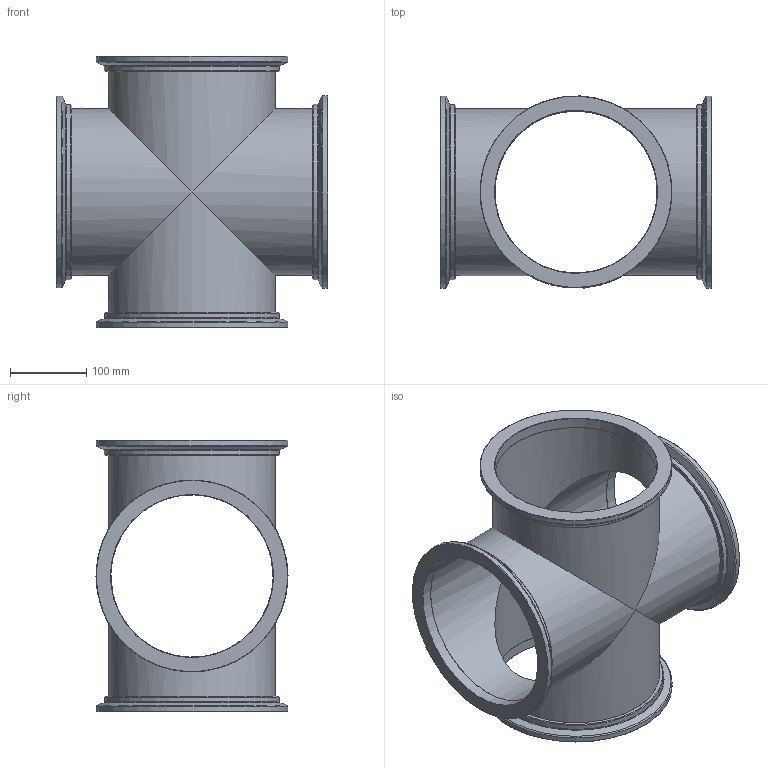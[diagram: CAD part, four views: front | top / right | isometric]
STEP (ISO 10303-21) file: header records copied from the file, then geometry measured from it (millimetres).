
FILE_DESCRIPTION(/* description */ (''),/* implementation_level */ '2;1');
FILE_NAME(/* name */ '33.200003.270.320',/* time_stamp */ '2019-06-18T15:43:27+02:00',/* author */ ('Murat Coskun Bicak'),/* organization */ ('Evac AG'),/* preprocessor_version */ 'ST-DEVELOPER v16.7',/* originating_system */ 'DEX',/* authorisation */ $);
FILE_SCHEMA (('AUTOMOTIVE_DESIGN {1 0 10303 214 3 1 1}'));
Length unit declared in the file: millimetre
Products named in the file (3): 33.200003.270.320; 33.200003.270.320-Rohr; 32.200003.210.320
Assembly tree (5 placements, depth 2):
  33.200003.270.320
    33.200003.270.320-Rohr
    32.200003.210.320  x4
Bounding box: 356 x 252 x 356 mm (x, y, z)
Volume: 1545717.8 mm3; surface area: 732650 mm2
Topology: 5 solids, 5 shells, 72 faces, 149 edges, 89 vertices
Faces by surface type: cylinder 24, cone 24, plane 16, torus 8
Full cylindrical faces by diameter (mm): 213 x8, 219.1 x8, 230 x4, 252 x4
Entity records: 684 total; most frequent: DIRECTION 128, CARTESIAN_POINT 91, AXIS2_PLACEMENT_3D 64, ORIENTED_EDGE 62, EDGE_LOOP 54, FACE_BOUND 54, EDGE_CURVE 31, VERTEX_POINT 27
